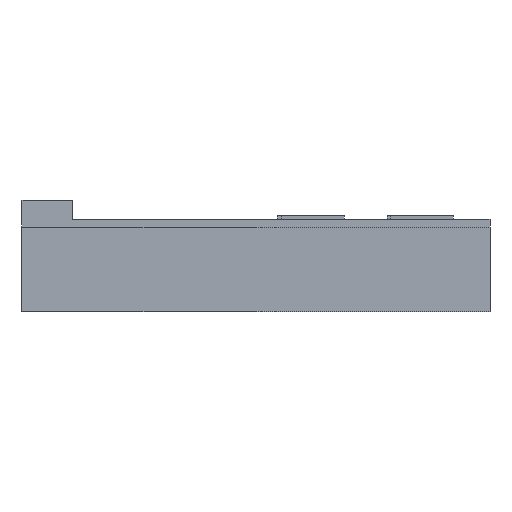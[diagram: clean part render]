
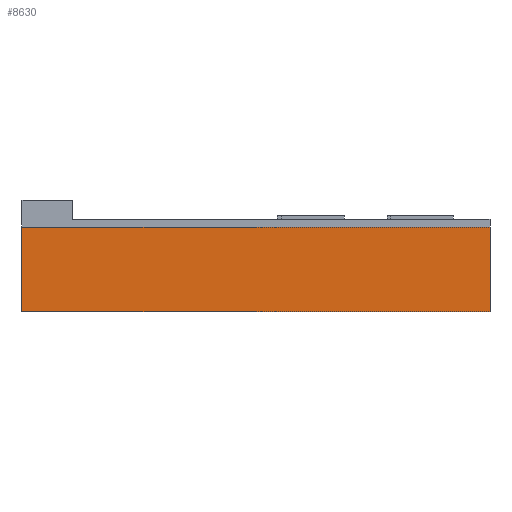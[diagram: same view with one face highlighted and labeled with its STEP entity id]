
A CAD part, left-side view. The second image highlights one B-rep face of the part: STEP entity #8630.
In plain terms, the highlighted planar face has unit normal (-1, 0, 0).
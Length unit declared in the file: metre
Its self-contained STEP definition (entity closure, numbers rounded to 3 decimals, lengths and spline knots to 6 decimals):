
#830=ORIENTED_EDGE('',*,*,#3376,.T.);
#831=ORIENTED_EDGE('',*,*,#3378,.T.);
#832=ORIENTED_EDGE('',*,*,#3379,.F.);
#833=ORIENTED_EDGE('',*,*,#3380,.F.);
#3376=EDGE_CURVE('',#4650,#4649,#5567,.T.);
#3378=EDGE_CURVE('',#4649,#4651,#5569,.T.);
#3379=EDGE_CURVE('',#4652,#4651,#5570,.T.);
#3380=EDGE_CURVE('',#4650,#4652,#5571,.T.);
#4649=VERTEX_POINT('',#12386);
#4650=VERTEX_POINT('',#12388);
#4651=VERTEX_POINT('',#12392);
#4652=VERTEX_POINT('',#12394);
#5567=LINE('',#12387,#6444);
#5569=LINE('',#12391,#6446);
#5570=LINE('',#12393,#6447);
#5571=LINE('',#12395,#6448);
#6444=VECTOR('',#9997,1.);
#6446=VECTOR('',#10001,1.);
#6447=VECTOR('',#10002,1.);
#6448=VECTOR('',#10003,1.);
#7241=EDGE_LOOP('',(#830,#831,#832,#833));
#7808=FACE_BOUND('',#7241,.T.);
#8374=PLANE('',#9125);
#8630=ADVANCED_FACE('',(#7808),#8374,.F.);
#9125=AXIS2_PLACEMENT_3D('',#12390,#9999,#10000);
#9997=DIRECTION('',(0.,0.,-1.));
#9999=DIRECTION('',(1.,0.,0.));
#10000=DIRECTION('',(0.,0.,-1.));
#10001=DIRECTION('',(0.,-1.,0.));
#10002=DIRECTION('',(0.,0.,-1.));
#10003=DIRECTION('',(0.,-1.,0.));
#12386=CARTESIAN_POINT('',(-0.084963,0.085486,-0.00254));
#12387=CARTESIAN_POINT('',(-0.084963,0.085486,0.0254));
#12388=CARTESIAN_POINT('',(-0.084963,0.085486,0.0254));
#12390=CARTESIAN_POINT('',(-0.084963,0.008431,0.0254));
#12391=CARTESIAN_POINT('',(-0.084963,0.008431,-0.00254));
#12392=CARTESIAN_POINT('',(-0.084963,-0.068624,-0.00254));
#12393=CARTESIAN_POINT('',(-0.084963,-0.068624,0.0254));
#12394=CARTESIAN_POINT('',(-0.084963,-0.068624,0.0254));
#12395=CARTESIAN_POINT('',(-0.084963,0.008431,0.0254));
